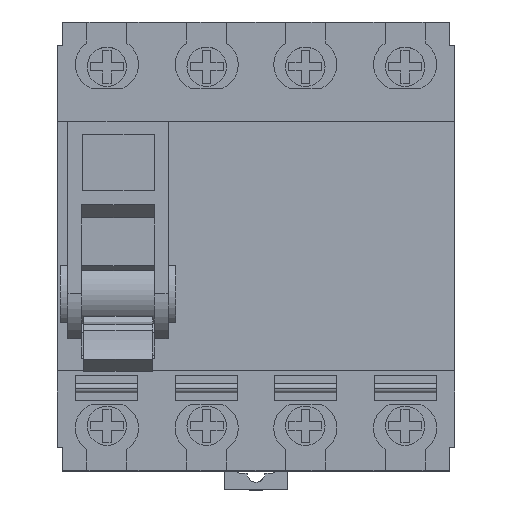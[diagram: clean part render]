
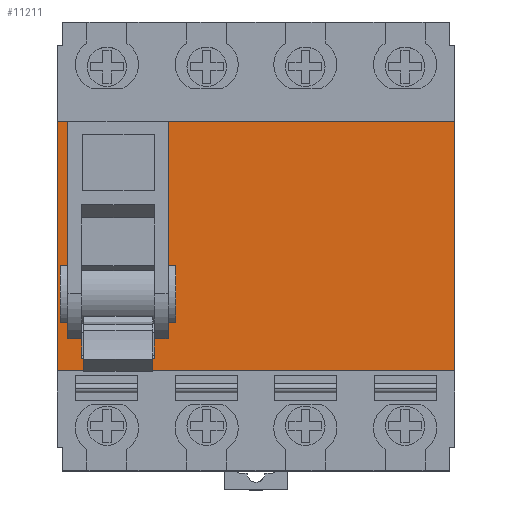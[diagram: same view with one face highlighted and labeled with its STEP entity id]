
A CAD part, top view. The second image highlights one B-rep face of the part: STEP entity #11211.
In plain terms, the highlighted planar face has unit normal (0, 0, 1).
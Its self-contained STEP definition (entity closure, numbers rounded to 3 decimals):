
#106=DIRECTION('',(0.,-1.,0.));
#107=VECTOR('',#106,45.);
#108=CARTESIAN_POINT('',(-0.015,63.,65.45));
#109=LINE('',#108,#107);
#234=DIRECTION('',(1.,0.,0.));
#235=VECTOR('',#234,71.83);
#236=CARTESIAN_POINT('',(-0.015,18.,65.45));
#237=LINE('',#236,#235);
#238=DIRECTION('',(0.,1.,0.));
#239=VECTOR('',#238,10.365);
#240=CARTESIAN_POINT('',(21.4,26.707,65.45));
#241=LINE('',#240,#239);
#242=DIRECTION('',(0.,1.,0.));
#243=VECTOR('',#242,25.928);
#244=CARTESIAN_POINT('',(20.05,37.072,65.45));
#245=LINE('',#244,#243);
#246=DIRECTION('',(1.,0.,0.));
#247=VECTOR('',#246,51.765);
#248=CARTESIAN_POINT('',(20.05,63.,65.45));
#249=LINE('',#248,#247);
#250=DIRECTION('',(0.,-1.,0.));
#251=VECTOR('',#250,45.);
#252=CARTESIAN_POINT('',(71.815,63.,65.45));
#253=LINE('',#252,#251);
#254=DIRECTION('',(1.,0.,0.));
#255=VECTOR('',#254,1.965);
#256=CARTESIAN_POINT('',(-0.015,63.,65.45));
#257=LINE('',#256,#255);
#258=DIRECTION('',(1.,0.,0.));
#259=VECTOR('',#258,13.1);
#260=CARTESIAN_POINT('',(4.45,20.248,65.45));
#261=LINE('',#260,#259);
#262=DIRECTION('',(0.,1.,0.));
#263=VECTOR('',#262,3.528);
#264=CARTESIAN_POINT('',(17.55,20.248,65.45));
#265=LINE('',#264,#263);
#266=DIRECTION('',(0.,1.,0.));
#267=VECTOR('',#266,2.931);
#268=CARTESIAN_POINT('',(20.05,23.776,65.45));
#269=LINE('',#268,#267);
#275=DIRECTION('',(-1.,0.,0.));
#276=VECTOR('',#275,1.35);
#277=CARTESIAN_POINT('',(21.4,26.707,65.45));
#278=LINE('',#277,#276);
#279=DIRECTION('',(1.,0.,0.));
#280=VECTOR('',#279,1.35);
#281=CARTESIAN_POINT('',(20.05,37.072,65.45));
#282=LINE('',#281,#280);
#297=DIRECTION('',(-1.,0.,0.));
#298=VECTOR('',#297,2.5);
#299=CARTESIAN_POINT('',(20.05,23.776,65.45));
#300=LINE('',#299,#298);
#404=DIRECTION('',(0.,1.,0.));
#405=VECTOR('',#404,3.528);
#406=CARTESIAN_POINT('',(4.45,20.248,65.45));
#407=LINE('',#406,#405);
#413=DIRECTION('',(-1.,0.,0.));
#414=VECTOR('',#413,2.5);
#415=CARTESIAN_POINT('',(4.45,23.776,65.45));
#416=LINE('',#415,#414);
#426=DIRECTION('',(0.,1.,0.));
#427=VECTOR('',#426,25.928);
#428=CARTESIAN_POINT('',(1.95,37.072,65.45));
#429=LINE('',#428,#427);
#443=DIRECTION('',(0.,1.,0.));
#444=VECTOR('',#443,2.931);
#445=CARTESIAN_POINT('',(1.95,23.776,65.45));
#446=LINE('',#445,#444);
#447=DIRECTION('',(-1.,0.,0.));
#448=VECTOR('',#447,1.35);
#449=CARTESIAN_POINT('',(1.95,26.707,65.45));
#450=LINE('',#449,#448);
#451=DIRECTION('',(1.,0.,0.));
#452=VECTOR('',#451,1.35);
#453=CARTESIAN_POINT('',(0.6,37.072,65.45));
#454=LINE('',#453,#452);
#460=DIRECTION('',(0.,1.,0.));
#461=VECTOR('',#460,10.365);
#462=CARTESIAN_POINT('',(0.6,26.707,65.45));
#463=LINE('',#462,#461);
#8284=CARTESIAN_POINT('',(71.815,18.,65.45));
#8285=VERTEX_POINT('',#8284);
#8286=CARTESIAN_POINT('',(71.815,63.,65.45));
#8287=VERTEX_POINT('',#8286);
#10032=CARTESIAN_POINT('',(1.95,63.,65.45));
#10034=VERTEX_POINT('',#10032);
#10036=CARTESIAN_POINT('',(-0.015,63.,65.45));
#10037=VERTEX_POINT('',#10036);
#10038=CARTESIAN_POINT('',(20.05,63.,65.45));
#10039=VERTEX_POINT('',#10038);
#10042=CARTESIAN_POINT('',(1.95,26.707,65.45));
#10043=CARTESIAN_POINT('',(1.95,37.072,65.45));
#10044=VERTEX_POINT('',#10042);
#10045=VERTEX_POINT('',#10043);
#10048=CARTESIAN_POINT('',(1.95,23.776,65.45));
#10049=VERTEX_POINT('',#10048);
#10050=CARTESIAN_POINT('',(0.6,26.707,65.45));
#10051=VERTEX_POINT('',#10050);
#10052=CARTESIAN_POINT('',(0.6,37.072,65.45));
#10053=VERTEX_POINT('',#10052);
#10054=CARTESIAN_POINT('',(21.4,26.707,65.45));
#10055=CARTESIAN_POINT('',(21.4,37.072,65.45));
#10056=VERTEX_POINT('',#10054);
#10057=VERTEX_POINT('',#10055);
#10058=CARTESIAN_POINT('',(20.05,37.072,65.45));
#10059=VERTEX_POINT('',#10058);
#10060=CARTESIAN_POINT('',(-0.015,18.,65.45));
#10061=VERTEX_POINT('',#10060);
#10062=CARTESIAN_POINT('',(4.45,23.776,65.45));
#10063=VERTEX_POINT('',#10062);
#10064=CARTESIAN_POINT('',(4.45,20.248,65.45));
#10065=VERTEX_POINT('',#10064);
#10066=CARTESIAN_POINT('',(17.55,20.248,65.45));
#10067=VERTEX_POINT('',#10066);
#10068=CARTESIAN_POINT('',(17.55,23.776,65.45));
#10069=VERTEX_POINT('',#10068);
#10070=CARTESIAN_POINT('',(20.05,23.776,65.45));
#10071=VERTEX_POINT('',#10070);
#10072=CARTESIAN_POINT('',(20.05,26.707,65.45));
#10073=VERTEX_POINT('',#10072);
#11167=CARTESIAN_POINT('',(71.815,18.,65.45));
#11168=DIRECTION('',(0.,0.,1.));
#11169=DIRECTION('',(0.,1.,0.));
#11170=AXIS2_PLACEMENT_3D('',#11167,#11168,#11169);
#11171=PLANE('',#11170);
#11173=ORIENTED_EDGE('',*,*,#11172,.T.);
#11175=ORIENTED_EDGE('',*,*,#11174,.F.);
#11177=ORIENTED_EDGE('',*,*,#11176,.T.);
#11179=ORIENTED_EDGE('',*,*,#11178,.T.);
#11180=ORIENTED_EDGE('',*,*,#11139,.T.);
#11181=ORIENTED_EDGE('',*,*,#11162,.F.);
#11182=ORIENTED_EDGE('',*,*,#10997,.F.);
#11184=ORIENTED_EDGE('',*,*,#11183,.T.);
#11186=ORIENTED_EDGE('',*,*,#11185,.F.);
#11188=ORIENTED_EDGE('',*,*,#11187,.F.);
#11190=ORIENTED_EDGE('',*,*,#11189,.F.);
#11192=ORIENTED_EDGE('',*,*,#11191,.F.);
#11194=ORIENTED_EDGE('',*,*,#11193,.F.);
#11196=ORIENTED_EDGE('',*,*,#11195,.F.);
#11198=ORIENTED_EDGE('',*,*,#11197,.F.);
#11200=ORIENTED_EDGE('',*,*,#11199,.T.);
#11202=ORIENTED_EDGE('',*,*,#11201,.T.);
#11204=ORIENTED_EDGE('',*,*,#11203,.F.);
#11206=ORIENTED_EDGE('',*,*,#11205,.T.);
#11208=ORIENTED_EDGE('',*,*,#11207,.F.);
#11209=EDGE_LOOP('',(#11173,#11175,#11177,#11179,#11180,#11181,#11182,#11184,
#11186,#11188,#11190,#11192,#11194,#11196,#11198,#11200,#11202,#11204,#11206,
#11208));
#11210=FACE_OUTER_BOUND('',#11209,.F.);
#10997=EDGE_CURVE('',#10037,#10061,#109,.T.);
#11139=EDGE_CURVE('',#8287,#8285,#253,.T.);
#11162=EDGE_CURVE('',#10061,#8285,#237,.T.);
#11172=EDGE_CURVE('',#10056,#10057,#241,.T.);
#11174=EDGE_CURVE('',#10059,#10057,#282,.T.);
#11176=EDGE_CURVE('',#10059,#10039,#245,.T.);
#11178=EDGE_CURVE('',#10039,#8287,#249,.T.);
#11183=EDGE_CURVE('',#10037,#10034,#257,.T.);
#11185=EDGE_CURVE('',#10045,#10034,#429,.T.);
#11187=EDGE_CURVE('',#10053,#10045,#454,.T.);
#11189=EDGE_CURVE('',#10051,#10053,#463,.T.);
#11191=EDGE_CURVE('',#10044,#10051,#450,.T.);
#11193=EDGE_CURVE('',#10049,#10044,#446,.T.);
#11195=EDGE_CURVE('',#10063,#10049,#416,.T.);
#11197=EDGE_CURVE('',#10065,#10063,#407,.T.);
#11199=EDGE_CURVE('',#10065,#10067,#261,.T.);
#11201=EDGE_CURVE('',#10067,#10069,#265,.T.);
#11203=EDGE_CURVE('',#10071,#10069,#300,.T.);
#11205=EDGE_CURVE('',#10071,#10073,#269,.T.);
#11207=EDGE_CURVE('',#10056,#10073,#278,.T.);
#11211=ADVANCED_FACE('',(#11210),#11171,.T.);
